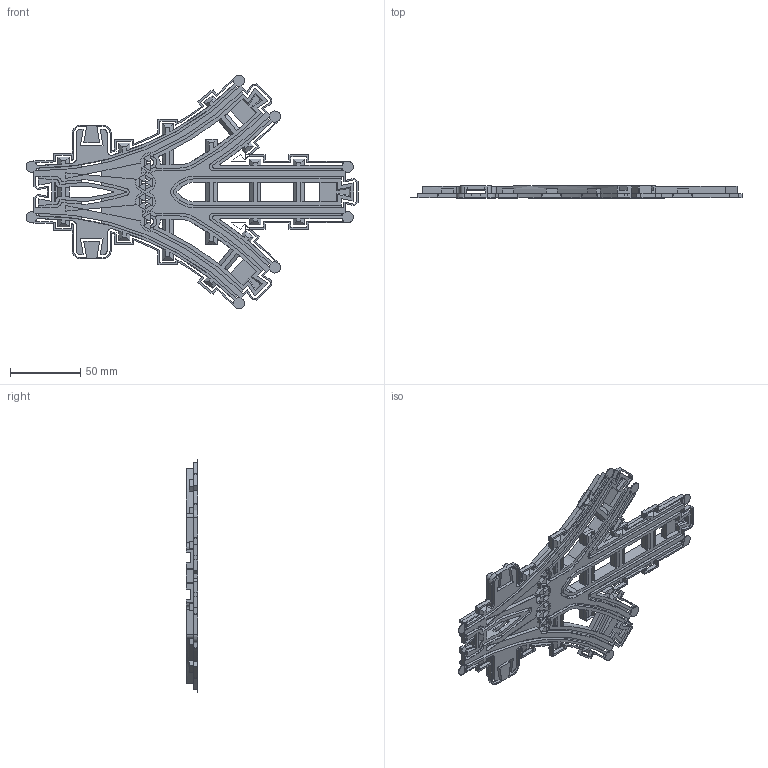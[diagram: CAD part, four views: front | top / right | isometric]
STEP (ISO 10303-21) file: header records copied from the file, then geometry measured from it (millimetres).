
FILE_DESCRIPTION(/* description */ (''),/* implementation_level */ '2;1');
FILE_NAME(/* name */ 'RR_ThreeWay_SA_C.stp',/* time_stamp */ '2025-03-16T00:23:27+09:00',/* author */ ('kumagai'),/* organization */ (''),/* preprocessor_version */ 'ST-DEVELOPER v20',/* originating_system */ 'Autodesk Inventor 2025',/* authorisation */ '');
FILE_SCHEMA (('AUTOMOTIVE_DESIGN { 1 0 10303 214 3 1 1 }'));
Length unit declared in the file: millimetre
Products named in the file (1): RR_ThreeWay_SA_C
Bounding box: 235.66 x 8.4 x 166.01 mm (x, y, z)
Volume: 61794.3 mm3; surface area: 80400.4 mm2
Topology: 1 solids, 1 shells, 1505 faces, 4448 edges, 2912 vertices
Faces by surface type: plane 1175, cylinder 330
Full cylindrical faces by diameter (mm): 5 x4, 5.02 x4
Entity records: 50504 total; most frequent: ORIENTED_EDGE 8896, CARTESIAN_POINT 8866, DIRECTION 8472, EDGE_CURVE 4448, LINE 3436, VECTOR 3436, VERTEX_POINT 2912, AXIS2_PLACEMENT_3D 2518
